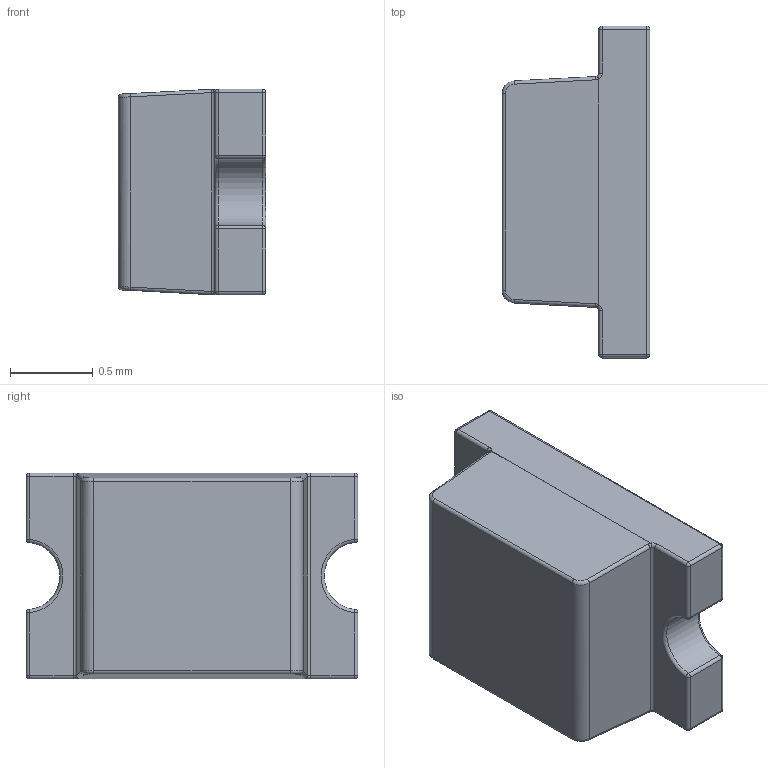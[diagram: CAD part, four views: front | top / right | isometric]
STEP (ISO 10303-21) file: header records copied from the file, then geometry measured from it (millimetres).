
FILE_DESCRIPTION (( 'STEP AP214' ), '1' );
FILE_NAME ('BIVAR__INC_SM0805GCL.STEP', '2022-12-21T12:22:09', ( '' ), ( '' ), 'SwSTEP 2.0', 'SolidWorks 2022', '' );
FILE_SCHEMA (( 'AUTOMOTIVE_DESIGN' ));
Length unit declared in the file: millimetre
Products named in the file (1): BIVAR__INC_SM0805GCL
Bounding box: 0.89 x 2.01 x 1.24 mm (x, y, z)
Volume: 1.7 mm3; surface area: 9.5 mm2
Topology: 1 solids, 1 shells, 87 faces, 199 edges, 94 vertices
Faces by surface type: cylinder 37, sphere 20, plane 14, torus 8, bspline 8
Entity records: 2329 total; most frequent: CARTESIAN_POINT 497, DIRECTION 417, ORIENTED_EDGE 358, EDGE_CURVE 179, AXIS2_PLACEMENT_3D 174, CIRCLE 94, VERTEX_POINT 94, FACE_OUTER_BOUND 87
